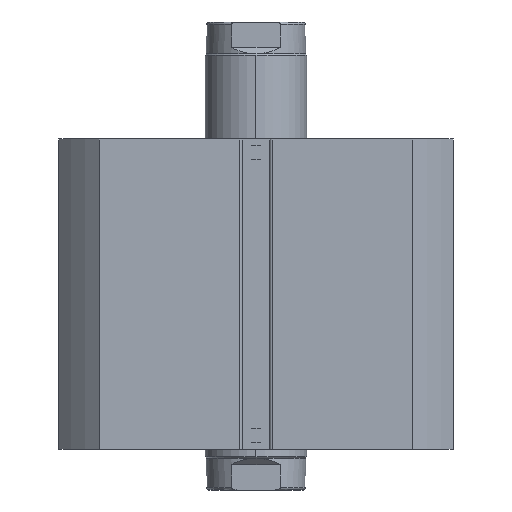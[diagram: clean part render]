
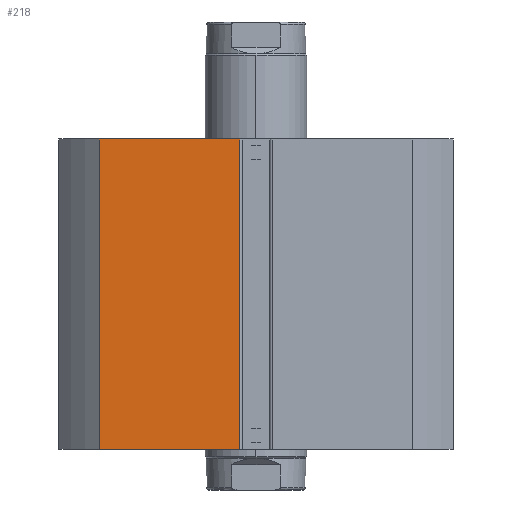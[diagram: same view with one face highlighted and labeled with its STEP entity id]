
A CAD part, front view. The second image highlights one B-rep face of the part: STEP entity #218.
In plain terms, the highlighted planar face has unit normal (0, -1, 0).
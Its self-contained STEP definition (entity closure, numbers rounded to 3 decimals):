
#218 = ADVANCED_FACE ( 'NONE', ( #1482 ), #5388, .F. ) ;
#563 = DIRECTION ( 'NONE',  ( 0., 0., 1. ) ) ;
#564 = CARTESIAN_POINT ( 'NONE',  ( -30.801, -38.75, 0. ) ) ;
#582 = DIRECTION ( 'NONE',  ( 0., 0., 1. ) ) ;
#627 = CARTESIAN_POINT ( 'NONE',  ( -3.2, -38.75, 61. ) ) ;
#1482 = FACE_OUTER_BOUND ( 'NONE', #6934, .T. ) ;
#2296 = DIRECTION ( 'NONE',  ( 1., 0., 0. ) ) ;
#2306 = CARTESIAN_POINT ( 'NONE',  ( -38.75, -38.75, 61. ) ) ;
#3075 = VECTOR ( 'NONE', #2296, 1000. ) ;
#3078 = LINE ( 'NONE', #2306, #3075 ) ;
#3266 = VECTOR ( 'NONE', #582, 1000. ) ;
#3270 = VECTOR ( 'NONE', #563, 1000. ) ;
#3274 = LINE ( 'NONE', #564, #3270 ) ;
#3275 = LINE ( 'NONE', #627, #3266 ) ;
#3587 = LINE ( 'NONE', #4049, #3588 ) ;
#3588 = VECTOR ( 'NONE', #4050, 1000. ) ;
#4049 = CARTESIAN_POINT ( 'NONE',  ( -38.75, -38.75, 0. ) ) ;
#4050 = DIRECTION ( 'NONE',  ( 1., 0., 0. ) ) ;
#4976 = CARTESIAN_POINT ( 'NONE',  ( -3.2, -38.75, 61. ) ) ;
#4999 = CARTESIAN_POINT ( 'NONE',  ( -30.801, -38.75, 61. ) ) ;
#5072 = CARTESIAN_POINT ( 'NONE',  ( -30.801, -38.75, 0. ) ) ;
#5075 = CARTESIAN_POINT ( 'NONE',  ( -3.2, -38.75, 0. ) ) ;
#5372 = DIRECTION ( 'NONE',  ( 0., 0., 1. ) ) ;
#5373 = DIRECTION ( 'NONE',  ( 0., 1., 0. ) ) ;
#5388 = PLANE ( 'NONE',  #6293 ) ;
#5390 = CARTESIAN_POINT ( 'NONE',  ( -38.75, -38.75, 61. ) ) ;
#5780 = EDGE_CURVE ( 'NONE', #6652, #6634, #3078, .T. ) ;
#5905 = EDGE_CURVE ( 'NONE', #6717, #6634, #3275, .T. ) ;
#5907 = EDGE_CURVE ( 'NONE', #6715, #6652, #3274, .T. ) ;
#6115 = EDGE_CURVE ( 'NONE', #6715, #6717, #3587, .T. ) ;
#6293 = AXIS2_PLACEMENT_3D ( 'NONE', #5390, #5373, #5372 ) ;
#6634 = VERTEX_POINT ( 'NONE', #4976 ) ;
#6652 = VERTEX_POINT ( 'NONE', #4999 ) ;
#6715 = VERTEX_POINT ( 'NONE', #5072 ) ;
#6717 = VERTEX_POINT ( 'NONE', #5075 ) ;
#6934 = EDGE_LOOP ( 'NONE', ( #7067, #7096, #7186, #7082 ) ) ;
#7067 = ORIENTED_EDGE ( 'NONE', *, *, #5907, .F. ) ;
#7082 = ORIENTED_EDGE ( 'NONE', *, *, #5780, .F. ) ;
#7096 = ORIENTED_EDGE ( 'NONE', *, *, #6115, .T. ) ;
#7186 = ORIENTED_EDGE ( 'NONE', *, *, #5905, .T. ) ;
